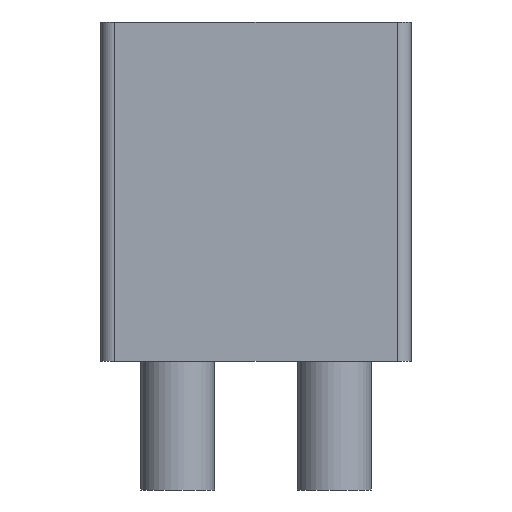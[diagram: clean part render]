
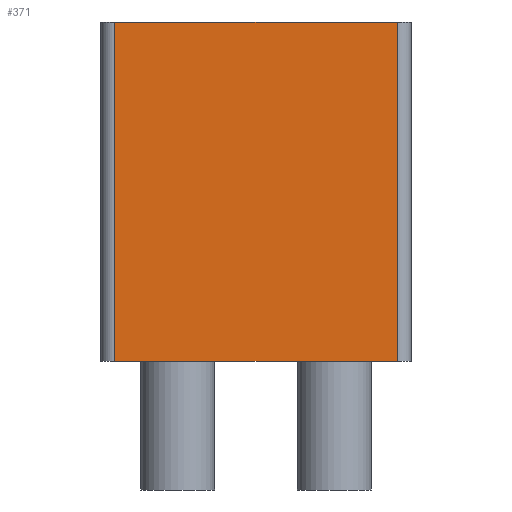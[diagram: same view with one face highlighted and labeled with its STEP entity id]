
A CAD part, left-side view. The second image highlights one B-rep face of the part: STEP entity #371.
In plain terms, the highlighted planar face has unit normal (-1, 0, 0).
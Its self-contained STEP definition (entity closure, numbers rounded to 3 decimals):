
#29=PLANE('',#424);
#52=FACE_OUTER_BOUND('',#80,.T.);
#80=EDGE_LOOP('',(#302,#303,#304,#305));
#104=LINE('',#592,#136);
#114=LINE('',#619,#146);
#116=LINE('',#624,#148);
#121=LINE('',#636,#153);
#136=VECTOR('',#470,10.);
#146=VECTOR('',#494,10.);
#148=VECTOR('',#500,10.);
#153=VECTOR('',#511,10.);
#185=VERTEX_POINT('',#589);
#186=VERTEX_POINT('',#591);
#196=VERTEX_POINT('',#617);
#197=VERTEX_POINT('',#623);
#219=EDGE_CURVE('',#185,#186,#104,.T.);
#233=EDGE_CURVE('',#196,#185,#114,.T.);
#235=EDGE_CURVE('',#186,#197,#116,.T.);
#241=EDGE_CURVE('',#196,#197,#121,.T.);
#302=ORIENTED_EDGE('',*,*,#233,.F.);
#303=ORIENTED_EDGE('',*,*,#241,.T.);
#304=ORIENTED_EDGE('',*,*,#235,.F.);
#305=ORIENTED_EDGE('',*,*,#219,.F.);
#371=ADVANCED_FACE('',(#52),#29,.T.);
#424=AXIS2_PLACEMENT_3D('',#635,#509,#510);
#470=DIRECTION('',(0.,-1.,0.));
#494=DIRECTION('',(0.,0.,1.));
#500=DIRECTION('',(0.,0.,-1.));
#509=DIRECTION('center_axis',(-1.,0.,0.));
#510=DIRECTION('ref_axis',(0.,-1.,0.));
#511=DIRECTION('',(0.,-1.,0.));
#589=CARTESIAN_POINT('',(0.,6.43,7.37));
#591=CARTESIAN_POINT('',(0.,0.3,7.37));
#592=CARTESIAN_POINT('',(0.,6.73,7.37));
#617=CARTESIAN_POINT('',(0.,6.43,0.));
#619=CARTESIAN_POINT('',(0.,6.43,0.));
#623=CARTESIAN_POINT('',(0.,0.3,0.));
#624=CARTESIAN_POINT('',(0.,0.3,0.));
#635=CARTESIAN_POINT('Origin',(0.,6.73,0.));
#636=CARTESIAN_POINT('',(0.,6.73,0.));
